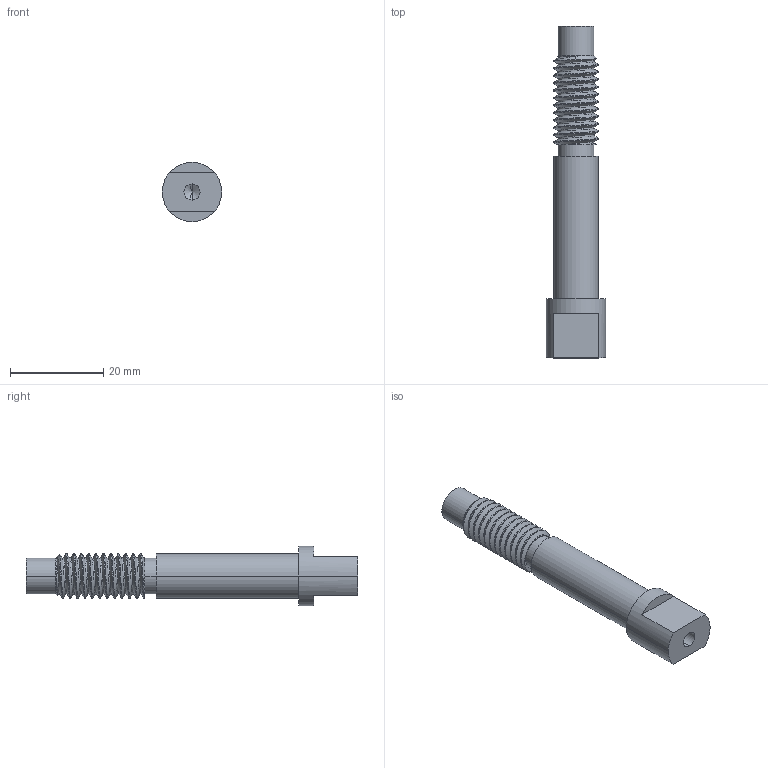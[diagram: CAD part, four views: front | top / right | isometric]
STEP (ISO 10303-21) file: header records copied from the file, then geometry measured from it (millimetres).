
FILE_DESCRIPTION (( 'STEP AP203' ), '1' );
FILE_NAME ('High Current Rod.STEP', '2021-10-25T18:00:12', ( '' ), ( '' ), 'SwSTEP 2.0', 'SolidWorks 2020', '' );
FILE_SCHEMA (( 'CONFIG_CONTROL_DESIGN' ));
Length unit declared in the file: inch
Products named in the file (1): High Current Rod
Bounding box: 12.7 x 71.12 x 12.7 mm (x, y, z)
Volume: 4793.1 mm3; surface area: 2938.2 mm2
Topology: 1 solids, 1 shells, 55 faces, 147 edges, 95 vertices
Faces by surface type: cylinder 36, plane 9, cone 7, bspline 3
Entity records: 6569 total; most frequent: CARTESIAN_POINT 5264, ORIENTED_EDGE 286, DIRECTION 220, EDGE_CURVE 143, VERTEX_POINT 95, AXIS2_PLACEMENT_3D 85, EDGE_LOOP 60, FACE_OUTER_BOUND 55
